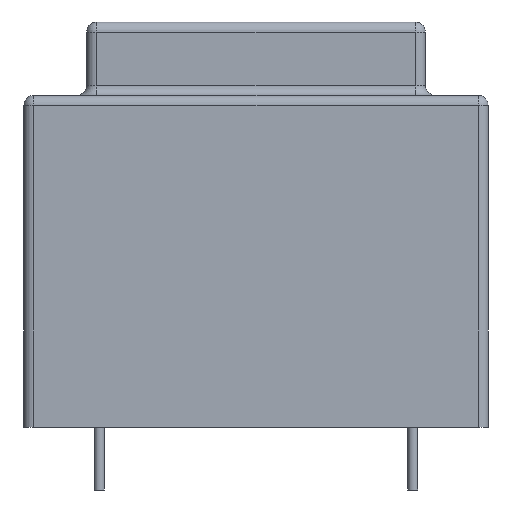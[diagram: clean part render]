
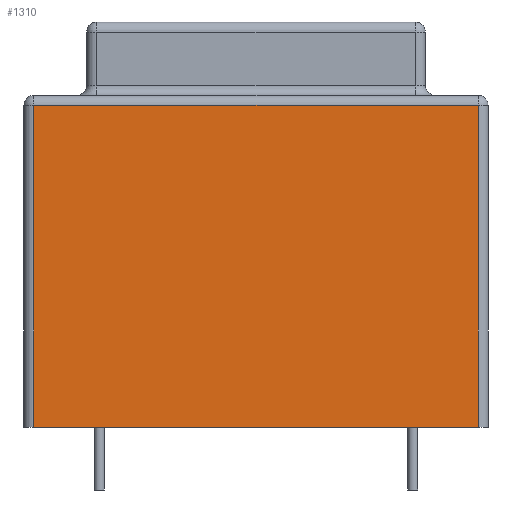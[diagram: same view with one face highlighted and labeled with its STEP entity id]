
A CAD part, left-side view. The second image highlights one B-rep face of the part: STEP entity #1310.
In plain terms, the highlighted planar face has unit normal (-1, 0, 0).
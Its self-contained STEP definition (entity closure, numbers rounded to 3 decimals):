
#88=LINE('',#1938,#144);
#95=LINE('',#1968,#151);
#96=LINE('',#1970,#152);
#97=LINE('',#1972,#153);
#144=VECTOR('',#1625,1000.);
#151=VECTOR('',#1662,1000.);
#152=VECTOR('',#1665,1000.);
#153=VECTOR('',#1666,1000.);
#178=PLANE('',#1421);
#353=ORIENTED_EDGE('',*,*,#514,.T.);
#354=ORIENTED_EDGE('',*,*,#515,.T.);
#355=ORIENTED_EDGE('',*,*,#498,.T.);
#356=ORIENTED_EDGE('',*,*,#513,.T.);
#498=EDGE_CURVE('',#587,#586,#88,.F.);
#513=EDGE_CURVE('',#586,#594,#95,.T.);
#514=EDGE_CURVE('',#594,#595,#96,.T.);
#515=EDGE_CURVE('',#595,#587,#97,.F.);
#586=VERTEX_POINT('',#1935);
#587=VERTEX_POINT('',#1939);
#594=VERTEX_POINT('',#1967);
#595=VERTEX_POINT('',#1971);
#715=EDGE_LOOP('',(#353,#354,#355,#356));
#791=FACE_BOUND('',#715,.T.);
#1310=ADVANCED_FACE('',(#791),#178,.F.);
#1421=AXIS2_PLACEMENT_3D('',#1969,#1663,#1664);
#1625=DIRECTION('',(0.,-1.,0.));
#1662=DIRECTION('',(0.,0.,-1.));
#1663=DIRECTION('',(1.,0.,0.));
#1664=DIRECTION('',(0.,0.,-1.));
#1665=DIRECTION('',(0.,-1.,0.));
#1666=DIRECTION('',(0.,0.,-1.));
#1935=CARTESIAN_POINT('',(-22.,17.7,25.655));
#1938=CARTESIAN_POINT('',(-22.,18.5,25.655));
#1939=CARTESIAN_POINT('',(-22.,-17.7,25.655));
#1967=CARTESIAN_POINT('',(-22.,17.7,0.));
#1968=CARTESIAN_POINT('',(-22.,17.7,32.3));
#1969=CARTESIAN_POINT('',(-22.,18.5,32.3));
#1970=CARTESIAN_POINT('',(-22.,18.5,0.));
#1971=CARTESIAN_POINT('',(-22.,-17.7,0.));
#1972=CARTESIAN_POINT('',(-22.,-17.7,32.3));
